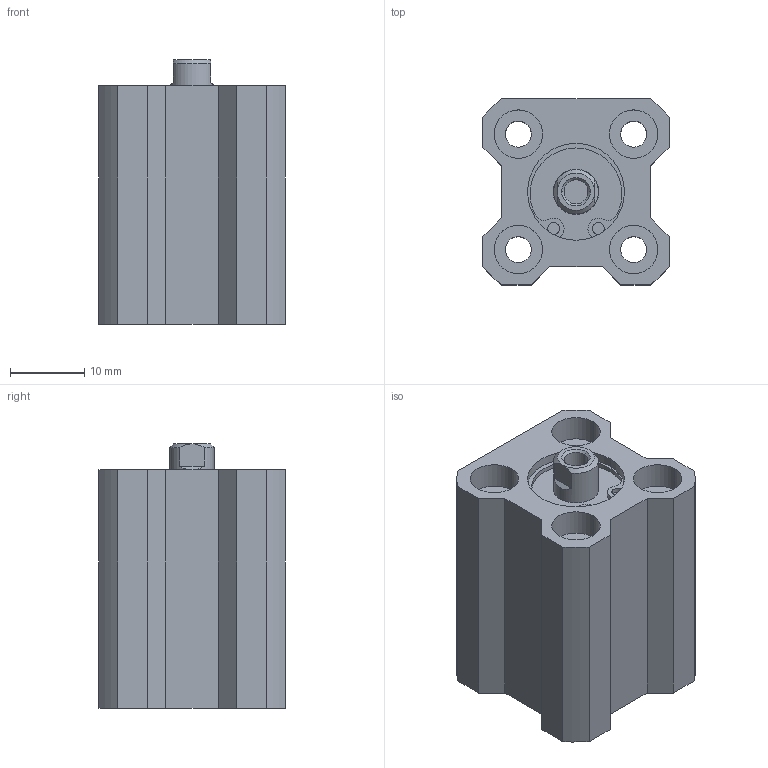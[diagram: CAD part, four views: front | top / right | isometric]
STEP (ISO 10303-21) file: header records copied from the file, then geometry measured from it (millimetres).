
FILE_DESCRIPTION (( 'STEP AP214' ), '1' );
FILE_NAME ('NCQ2B12-15D.step.step', '2021-05-26T17:44:23', ( '' ), ( '' ), 'SwSTEP 2.0', 'SolidWorks 2021', '' );
FILE_SCHEMA (( 'AUTOMOTIVE_DESIGN' ));
Length unit declared in the file: millimetre
Products named in the file (4): NCQ2B12-15D.step_CQ2 SnapRing_12; NCQ2B12-15D.step_CQ22031Rods_12; NCQ2B12-15D.step_CQ2Tube_12B; NCQ2B12-15D.step
Assembly tree (3 placements, depth 2):
  NCQ2B12-15D.step
    NCQ2B12-15D.step_CQ2Tube_12B
    NCQ2B12-15D.step_CQ22031Rods_12
    NCQ2B12-15D.step_CQ2 SnapRing_12
Bounding box: 25 x 25 x 35.5 mm (x, y, z)
Volume: 13801.4 mm3; surface area: 8432.9 mm2
Topology: 3 solids, 3 shells, 122 faces, 295 edges, 191 vertices
Faces by surface type: cylinder 67, plane 47, cone 8
Entity records: 4176 total; most frequent: DIRECTION 687, CARTESIAN_POINT 684, ORIENTED_EDGE 586, EDGE_CURVE 293, AXIS2_PLACEMENT_3D 276, VERTEX_POINT 191, EDGE_LOOP 152, CIRCLE 148
